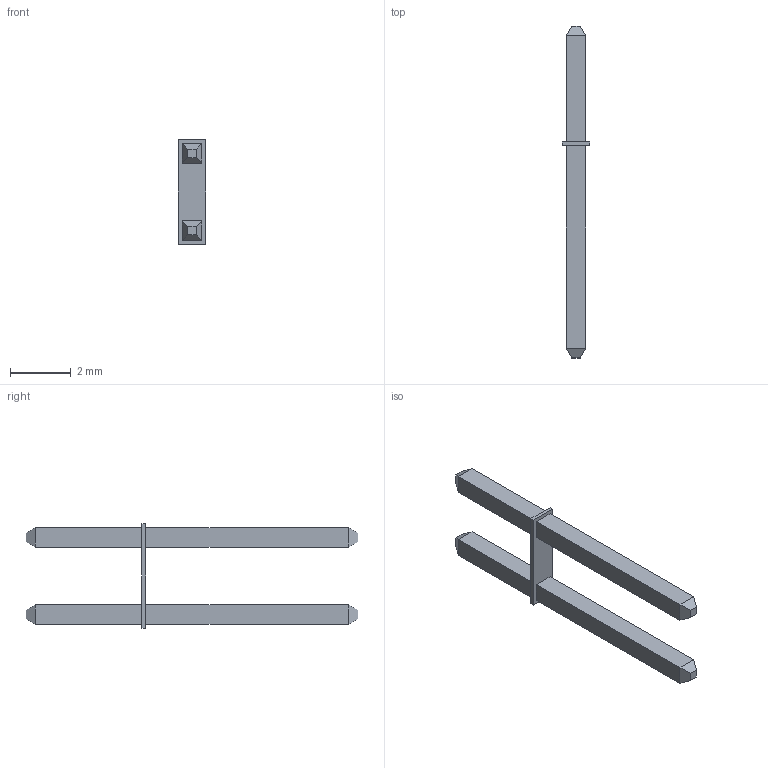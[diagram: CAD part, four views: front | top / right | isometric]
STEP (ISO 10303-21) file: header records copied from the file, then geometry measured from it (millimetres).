
FILE_DESCRIPTION(('FreeCAD Model'),'2;1');
FILE_NAME('T-1S6-07-TSW-1-07-2-S 01.stp','2016-01-27T22:41:21',('FreeCAD'),('FreeCAD'), 'Open CASCADE STEP processor 6.8','FreeCAD','Unknown');
FILE_SCHEMA(('AUTOMOTIVE_DESIGN_CC2 { 1 2 10303 214 -1 1 5 4 }'));
Length unit declared in the file: millimetre
Products named in the file (1): Open CASCADE STEP translator 6.8 380
Bounding box: 0.89 x 10.92 x 3.43 mm (x, y, z)
Volume: 8.9 mm3; surface area: 60.2 mm2
Topology: 1 solids, 1 shells, 42 faces, 92 edges, 56 vertices
Faces by surface type: plane 42
Entity records: 2038 total; most frequent: CARTESIAN_POINT 651, B_SPLINE_CURVE_WITH_KNOTS 276, ORIENTED_EDGE 184, PCURVE 184, DEFINITIONAL_REPRESENTATION 184, EDGE_CURVE 92, SURFACE_CURVE 92, DIRECTION 86
